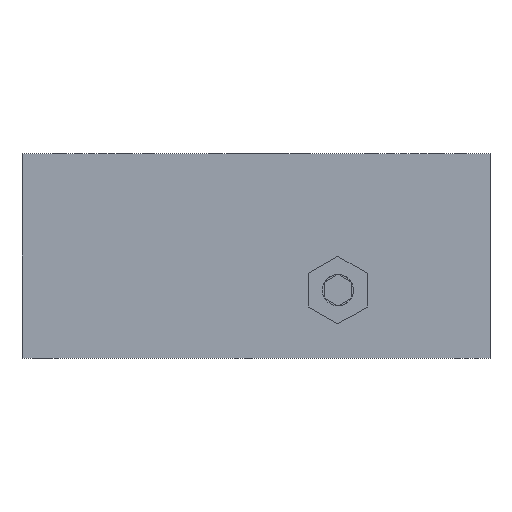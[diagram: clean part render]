
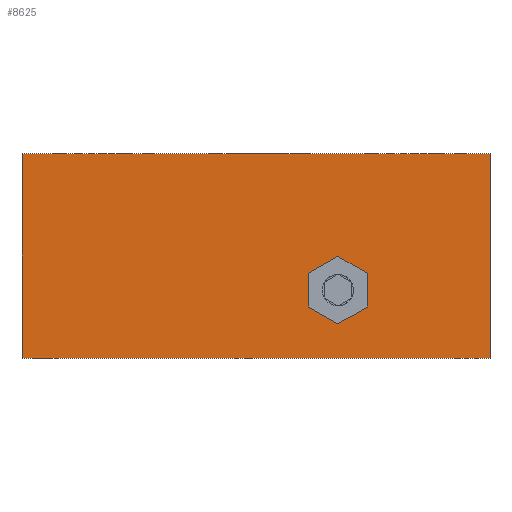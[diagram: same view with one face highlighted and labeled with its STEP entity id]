
A CAD part, left-side view. The second image highlights one B-rep face of the part: STEP entity #8625.
In plain terms, the highlighted planar face has unit normal (-1, 0, 0).
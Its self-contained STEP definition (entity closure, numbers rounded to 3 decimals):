
#575=LINE('',#14393,#1290);
#633=LINE('',#14652,#1348);
#640=LINE('',#15230,#1355);
#641=LINE('',#15232,#1356);
#1290=VECTOR('',#10360,105.);
#1348=VECTOR('',#10460,105.);
#1355=VECTOR('',#10885,240.);
#1356=VECTOR('',#10888,240.);
#2085=FACE_BOUND('',#3554,.T.);
#2316=PLANE('',#9191);
#2844=FACE_OUTER_BOUND('',#3553,.T.);
#3553=EDGE_LOOP('',(#7866,#7867,#7868,#7869));
#3554=EDGE_LOOP('',(#7870));
#3724=CIRCLE('',#9043,15.);
#4400=VERTEX_POINT('',#14390);
#4401=VERTEX_POINT('',#14392);
#4452=VERTEX_POINT('',#14650);
#4453=VERTEX_POINT('',#14651);
#4510=VERTEX_POINT('',#15006);
#5481=EDGE_CURVE('',#4401,#4400,#575,.T.);
#5557=EDGE_CURVE('',#4452,#4453,#633,.T.);
#5621=EDGE_CURVE('',#4510,#4510,#3724,.T.);
#5700=EDGE_CURVE('',#4401,#4452,#640,.T.);
#5701=EDGE_CURVE('',#4453,#4400,#641,.T.);
#7866=ORIENTED_EDGE('',*,*,#5481,.T.);
#7867=ORIENTED_EDGE('',*,*,#5701,.F.);
#7868=ORIENTED_EDGE('',*,*,#5557,.F.);
#7869=ORIENTED_EDGE('',*,*,#5700,.F.);
#7870=ORIENTED_EDGE('',*,*,#5621,.T.);
#8625=ADVANCED_FACE('',(#2844,#2085),#2316,.F.);
#9043=AXIS2_PLACEMENT_3D('',#15007,#10593,#10594);
#9191=AXIS2_PLACEMENT_3D('',#15234,#10891,#10892);
#10360=DIRECTION('',(0.,0.,-1.));
#10460=DIRECTION('',(0.,0.,-1.));
#10593=DIRECTION('center_axis',(1.,0.,0.));
#10594=DIRECTION('ref_axis',(0.,1.,0.));
#10885=DIRECTION('',(0.,-1.,0.));
#10888=DIRECTION('',(0.,1.,0.));
#10891=DIRECTION('center_axis',(1.,0.,0.));
#10892=DIRECTION('ref_axis',(0.,0.,-1.));
#14390=CARTESIAN_POINT('',(360.,240.,45.));
#14392=CARTESIAN_POINT('',(360.,240.,150.));
#14393=CARTESIAN_POINT('',(360.,240.,97.5));
#14650=CARTESIAN_POINT('',(360.,0.,150.));
#14651=CARTESIAN_POINT('',(360.,0.,45.));
#14652=CARTESIAN_POINT('',(360.,0.,97.5));
#15006=CARTESIAN_POINT('',(360.,63.,80.));
#15007=CARTESIAN_POINT('Origin',(360.,78.,80.));
#15230=CARTESIAN_POINT('',(360.,120.,150.));
#15232=CARTESIAN_POINT('',(360.,120.,45.));
#15234=CARTESIAN_POINT('Origin',(360.,120.,97.5));
